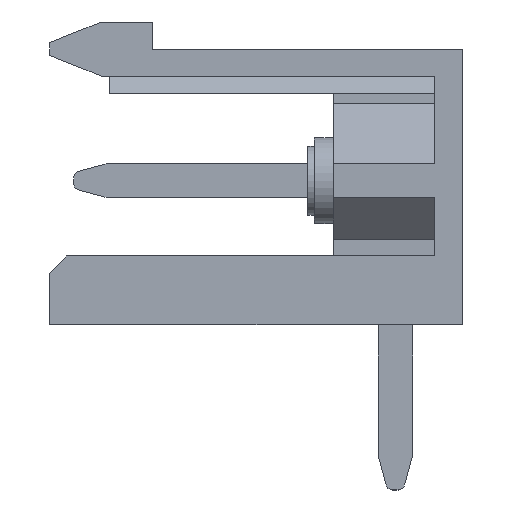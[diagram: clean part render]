
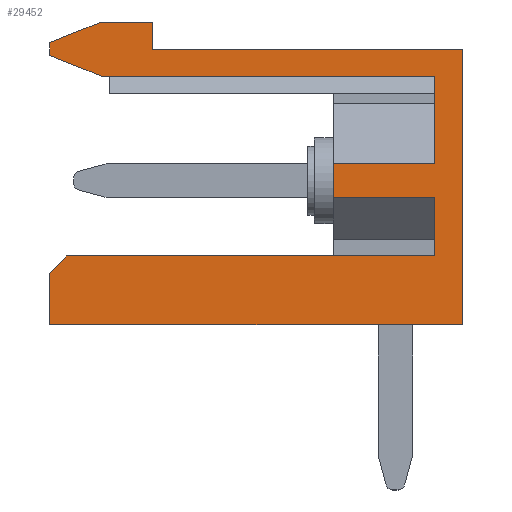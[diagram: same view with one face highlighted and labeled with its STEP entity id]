
A CAD part, left-side view. The second image highlights one B-rep face of the part: STEP entity #29452.
In plain terms, the highlighted planar face has unit normal (-1, 0, 0).
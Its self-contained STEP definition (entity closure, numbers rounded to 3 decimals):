
#89 = VECTOR ( 'NONE', #5652, 1000. ) ;
#182 = CARTESIAN_POINT ( 'NONE',  ( 0., 10.5, -0.77 ) ) ;
#311 = CARTESIAN_POINT ( 'NONE',  ( 0., 0.8, -4.31 ) ) ;
#604 = DIRECTION ( 'NONE',  ( 0., -0.928, 0.371 ) ) ;
#613 = CARTESIAN_POINT ( 'NONE',  ( 0., 0., 0. ) ) ;
#619 = EDGE_CURVE ( 'NONE', #18956, #15777, #18980, .T. ) ;
#835 = FACE_OUTER_BOUND ( 'NONE', #1635, .T. ) ;
#1000 = ORIENTED_EDGE ( 'NONE', *, *, #3311, .F. ) ;
#1142 = ORIENTED_EDGE ( 'NONE', *, *, #11475, .F. ) ;
#1481 = ORIENTED_EDGE ( 'NONE', *, *, #619, .F. ) ;
#1635 = EDGE_LOOP ( 'NONE', ( #12070, #5187, #7014, #4265, #23162, #16514, #30875, #1481, #11256, #1000, #14564, #1142, #15693, #9278, #17923, #13983, #3846 ) ) ;
#1793 = VERTEX_POINT ( 'NONE', #311 ) ;
#2034 = DIRECTION ( 'NONE',  ( 0., -1., 0. ) ) ;
#2060 = AXIS2_PLACEMENT_3D ( 'NONE', #613, #17882, #3063 ) ;
#2113 = DIRECTION ( 'NONE',  ( 0., 0., 1. ) ) ;
#2638 = DIRECTION ( 'NONE',  ( 0., 1., 0. ) ) ;
#3063 = DIRECTION ( 'NONE',  ( 0., 0., -1. ) ) ;
#3074 = CARTESIAN_POINT ( 'NONE',  ( 0., 10.5, -0.77 ) ) ;
#3163 = CARTESIAN_POINT ( 'NONE',  ( 0., 0., -8. ) ) ;
#3311 = EDGE_CURVE ( 'NONE', #25799, #21837, #26094, .T. ) ;
#3821 = EDGE_CURVE ( 'NONE', #15777, #20377, #12269, .T. ) ;
#3846 = ORIENTED_EDGE ( 'NONE', *, *, #17257, .F. ) ;
#4141 = CARTESIAN_POINT ( 'NONE',  ( 0., 0.8, -6. ) ) ;
#4265 = ORIENTED_EDGE ( 'NONE', *, *, #29464, .F. ) ;
#4409 = CARTESIAN_POINT ( 'NONE',  ( 0., 3.75, -3.31 ) ) ;
#5094 = CARTESIAN_POINT ( 'NONE',  ( 0., 0., 0. ) ) ;
#5187 = ORIENTED_EDGE ( 'NONE', *, *, #31896, .T. ) ;
#5520 = EDGE_CURVE ( 'NONE', #12076, #1793, #8898, .T. ) ;
#5587 = EDGE_CURVE ( 'NONE', #24038, #12076, #12410, .T. ) ;
#5647 = VECTOR ( 'NONE', #19017, 1000. ) ;
#5652 = DIRECTION ( 'NONE',  ( 0., 1., 0. ) ) ;
#5893 = VECTOR ( 'NONE', #2034, 1000. ) ;
#6112 = CARTESIAN_POINT ( 'NONE',  ( 0., 0., -8. ) ) ;
#6371 = CARTESIAN_POINT ( 'NONE',  ( 0., 9.01, 0. ) ) ;
#6417 = LINE ( 'NONE', #21088, #18800 ) ;
#6662 = VERTEX_POINT ( 'NONE', #11618 ) ;
#7014 = ORIENTED_EDGE ( 'NONE', *, *, #10160, .F. ) ;
#7249 = DIRECTION ( 'NONE',  ( 0., -1., 0. ) ) ;
#8068 = EDGE_CURVE ( 'NONE', #26776, #27103, #14990, .T. ) ;
#8898 = LINE ( 'NONE', #21259, #14745 ) ;
#9278 = ORIENTED_EDGE ( 'NONE', *, *, #15533, .F. ) ;
#9608 = CARTESIAN_POINT ( 'NONE',  ( 0., 3.75, -3.31 ) ) ;
#10034 = CARTESIAN_POINT ( 'NONE',  ( 0., 0.8, -0.77 ) ) ;
#10053 = CARTESIAN_POINT ( 'NONE',  ( 0., 3.75, -4.31 ) ) ;
#10160 = EDGE_CURVE ( 'NONE', #6662, #29365, #30079, .T. ) ;
#10318 = VECTOR ( 'NONE', #14513, 1000. ) ;
#10658 = VECTOR ( 'NONE', #27995, 1000. ) ;
#10814 = CARTESIAN_POINT ( 'NONE',  ( 0., 0.8, -0.77 ) ) ;
#11012 = VERTEX_POINT ( 'NONE', #3074 ) ;
#11256 = ORIENTED_EDGE ( 'NONE', *, *, #12226, .F. ) ;
#11449 = LINE ( 'NONE', #10814, #10658 ) ;
#11475 = EDGE_CURVE ( 'NONE', #27103, #11012, #30735, .T. ) ;
#11590 = LINE ( 'NONE', #5094, #24664 ) ;
#11591 = CARTESIAN_POINT ( 'NONE',  ( 0., 9.01, 0.8 ) ) ;
#11618 = CARTESIAN_POINT ( 'NONE',  ( 0., 12., -8. ) ) ;
#11751 = CARTESIAN_POINT ( 'NONE',  ( 0., 12., -0.17 ) ) ;
#12015 = DIRECTION ( 'NONE',  ( 0., 0., 1. ) ) ;
#12018 = CARTESIAN_POINT ( 'NONE',  ( 0., 11.5, -6. ) ) ;
#12070 = ORIENTED_EDGE ( 'NONE', *, *, #16777, .F. ) ;
#12076 = VERTEX_POINT ( 'NONE', #10053 ) ;
#12226 = EDGE_CURVE ( 'NONE', #21837, #18956, #20021, .T. ) ;
#12269 = LINE ( 'NONE', #11591, #5647 ) ;
#12410 = LINE ( 'NONE', #4409, #18943 ) ;
#12450 = LINE ( 'NONE', #17117, #18976 ) ;
#12719 = VECTOR ( 'NONE', #26002, 1000. ) ;
#13694 = VERTEX_POINT ( 'NONE', #23841 ) ;
#13983 = ORIENTED_EDGE ( 'NONE', *, *, #5520, .T. ) ;
#14513 = DIRECTION ( 'NONE',  ( 0., 0.707, -0.707 ) ) ;
#14564 = ORIENTED_EDGE ( 'NONE', *, *, #25706, .F. ) ;
#14665 = CARTESIAN_POINT ( 'NONE',  ( 0., 12., -0.17 ) ) ;
#14745 = VECTOR ( 'NONE', #18884, 1000. ) ;
#14990 = LINE ( 'NONE', #16699, #27239 ) ;
#15533 = EDGE_CURVE ( 'NONE', #24038, #26776, #12450, .T. ) ;
#15693 = ORIENTED_EDGE ( 'NONE', *, *, #8068, .F. ) ;
#15777 = VERTEX_POINT ( 'NONE', #20619 ) ;
#16514 = ORIENTED_EDGE ( 'NONE', *, *, #22376, .F. ) ;
#16699 = CARTESIAN_POINT ( 'NONE',  ( 0., 0.8, -0.77 ) ) ;
#16777 = EDGE_CURVE ( 'NONE', #29384, #27935, #6417, .T. ) ;
#17001 = VECTOR ( 'NONE', #2638, 1000. ) ;
#17112 = CARTESIAN_POINT ( 'NONE',  ( 0., 12., 0.2 ) ) ;
#17117 = CARTESIAN_POINT ( 'NONE',  ( 0., 3.75, -3.31 ) ) ;
#17257 = EDGE_CURVE ( 'NONE', #27935, #1793, #11449, .T. ) ;
#17476 = CARTESIAN_POINT ( 'NONE',  ( 0., 12., -6.5 ) ) ;
#17730 = CARTESIAN_POINT ( 'NONE',  ( 0., 10.5, 0.8 ) ) ;
#17882 = DIRECTION ( 'NONE',  ( 1., 0., 0. ) ) ;
#17923 = ORIENTED_EDGE ( 'NONE', *, *, #5587, .T. ) ;
#18800 = VECTOR ( 'NONE', #25778, 1000. ) ;
#18884 = DIRECTION ( 'NONE',  ( 0., -1., 0. ) ) ;
#18943 = VECTOR ( 'NONE', #31390, 1000. ) ;
#18956 = VERTEX_POINT ( 'NONE', #17730 ) ;
#18976 = VECTOR ( 'NONE', #7249, 1000. ) ;
#18980 = LINE ( 'NONE', #24282, #24735 ) ;
#19017 = DIRECTION ( 'NONE',  ( 0., 0., -1. ) ) ;
#19070 = LINE ( 'NONE', #31505, #5893 ) ;
#19240 = VECTOR ( 'NONE', #604, 1000. ) ;
#19277 = LINE ( 'NONE', #23569, #12719 ) ;
#19788 = LINE ( 'NONE', #3163, #89 ) ;
#19911 = DIRECTION ( 'NONE',  ( 0., 0., -1. ) ) ;
#20021 = LINE ( 'NONE', #27605, #19240 ) ;
#20063 = CARTESIAN_POINT ( 'NONE',  ( 0., 11.5, -6. ) ) ;
#20377 = VERTEX_POINT ( 'NONE', #6371 ) ;
#20619 = CARTESIAN_POINT ( 'NONE',  ( 0., 9.01, 0.8 ) ) ;
#20630 = EDGE_CURVE ( 'NONE', #13694, #22175, #11590, .T. ) ;
#21088 = CARTESIAN_POINT ( 'NONE',  ( 0., 0.8, -6. ) ) ;
#21259 = CARTESIAN_POINT ( 'NONE',  ( 0., 3.75, -4.31 ) ) ;
#21837 = VERTEX_POINT ( 'NONE', #17112 ) ;
#22175 = VERTEX_POINT ( 'NONE', #6112 ) ;
#22376 = EDGE_CURVE ( 'NONE', #20377, #13694, #19070, .T. ) ;
#23162 = ORIENTED_EDGE ( 'NONE', *, *, #20630, .F. ) ;
#23508 = CARTESIAN_POINT ( 'NONE',  ( 0., 0.8, -3.31 ) ) ;
#23569 = CARTESIAN_POINT ( 'NONE',  ( 0., 12., -0.17 ) ) ;
#23585 = VECTOR ( 'NONE', #12015, 1000. ) ;
#23841 = CARTESIAN_POINT ( 'NONE',  ( 0., 0., 0. ) ) ;
#24038 = VERTEX_POINT ( 'NONE', #9608 ) ;
#24282 = CARTESIAN_POINT ( 'NONE',  ( 0., 10.5, 0.8 ) ) ;
#24664 = VECTOR ( 'NONE', #19911, 1000. ) ;
#24735 = VECTOR ( 'NONE', #26737, 1000. ) ;
#25706 = EDGE_CURVE ( 'NONE', #11012, #25799, #19277, .T. ) ;
#25778 = DIRECTION ( 'NONE',  ( 0., -1., 0. ) ) ;
#25799 = VERTEX_POINT ( 'NONE', #11751 ) ;
#26002 = DIRECTION ( 'NONE',  ( 0., 0.928, 0.371 ) ) ;
#26094 = LINE ( 'NONE', #14665, #31868 ) ;
#26698 = CARTESIAN_POINT ( 'NONE',  ( 0., 12., -8. ) ) ;
#26737 = DIRECTION ( 'NONE',  ( 0., -1., 0. ) ) ;
#26776 = VERTEX_POINT ( 'NONE', #23508 ) ;
#27103 = VERTEX_POINT ( 'NONE', #10034 ) ;
#27239 = VECTOR ( 'NONE', #2113, 1000. ) ;
#27605 = CARTESIAN_POINT ( 'NONE',  ( 0., 10.5, 0.8 ) ) ;
#27935 = VERTEX_POINT ( 'NONE', #4141 ) ;
#27995 = DIRECTION ( 'NONE',  ( 0., 0., 1. ) ) ;
#29365 = VERTEX_POINT ( 'NONE', #17476 ) ;
#29384 = VERTEX_POINT ( 'NONE', #20063 ) ;
#29452 = ADVANCED_FACE ( 'NONE', ( #835 ), #30078, .F. ) ;
#29464 = EDGE_CURVE ( 'NONE', #22175, #6662, #19788, .T. ) ;
#30078 = PLANE ( 'NONE',  #2060 ) ;
#30079 = LINE ( 'NONE', #26698, #23585 ) ;
#30654 = LINE ( 'NONE', #12018, #10318 ) ;
#30735 = LINE ( 'NONE', #182, #17001 ) ;
#30875 = ORIENTED_EDGE ( 'NONE', *, *, #3821, .F. ) ;
#31390 = DIRECTION ( 'NONE',  ( 0., 0., -1. ) ) ;
#31505 = CARTESIAN_POINT ( 'NONE',  ( 0., 9.01, 0. ) ) ;
#31574 = DIRECTION ( 'NONE',  ( 0., 0., 1. ) ) ;
#31868 = VECTOR ( 'NONE', #31574, 1000. ) ;
#31896 = EDGE_CURVE ( 'NONE', #29384, #29365, #30654, .T. ) ;
